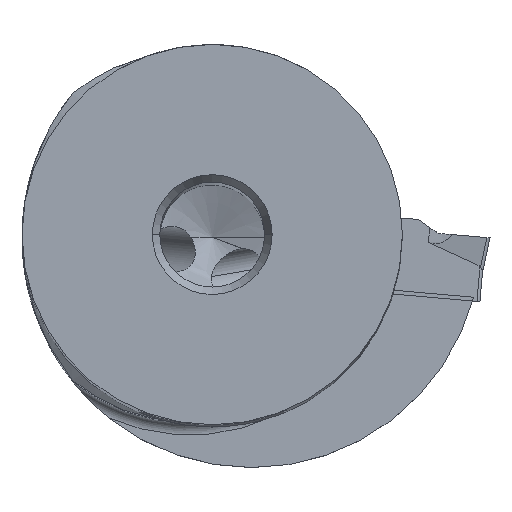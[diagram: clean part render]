
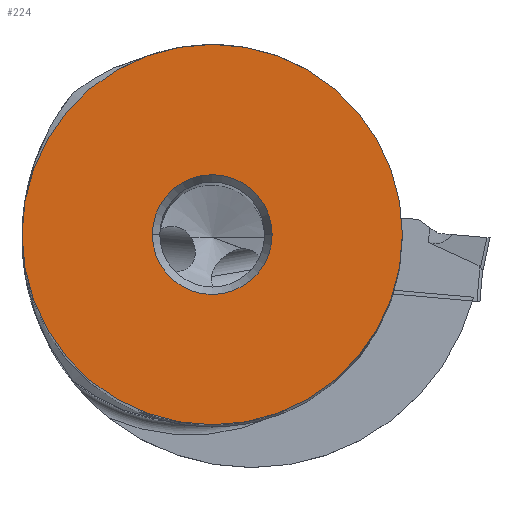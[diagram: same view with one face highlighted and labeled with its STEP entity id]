
A CAD part, top view. The second image highlights one B-rep face of the part: STEP entity #224.
In plain terms, the highlighted planar face has unit normal (0, 0, 1).
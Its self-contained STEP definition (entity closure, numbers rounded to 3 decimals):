
#53=FACE_BOUND('',#516,.T.);
#54=FACE_BOUND('',#517,.T.);
#224=ADVANCED_FACE('',(#53,#54),#314,.F.);
#314=PLANE('',#2825);
#516=EDGE_LOOP('',(#1006,#1007));
#517=EDGE_LOOP('',(#1008,#1009));
#1006=ORIENTED_EDGE('',*,*,#1817,.T.);
#1007=ORIENTED_EDGE('',*,*,#1812,.T.);
#1008=ORIENTED_EDGE('',*,*,#1818,.T.);
#1009=ORIENTED_EDGE('',*,*,#1819,.T.);
#1492=VERTEX_POINT('',#4992);
#1493=VERTEX_POINT('',#4994);
#1498=VERTEX_POINT('',#5007);
#1499=VERTEX_POINT('',#5008);
#1812=EDGE_CURVE('',#1492,#1493,#2150,.T.);
#1817=EDGE_CURVE('',#1493,#1492,#2151,.T.);
#1818=EDGE_CURVE('',#1498,#1499,#2152,.T.);
#1819=EDGE_CURVE('',#1499,#1498,#2153,.T.);
#2150=CIRCLE('',#2818,12.7);
#2151=CIRCLE('',#2822,12.7);
#2152=CIRCLE('',#2823,4.);
#2153=CIRCLE('',#2824,4.);
#2818=AXIS2_PLACEMENT_3D('',#4995,#3304,#3305);
#2822=AXIS2_PLACEMENT_3D('',#5005,#3314,#3315);
#2823=AXIS2_PLACEMENT_3D('',#5006,#3316,#3317);
#2824=AXIS2_PLACEMENT_3D('',#5009,#3318,#3319);
#2825=AXIS2_PLACEMENT_3D('',#5010,#3320,#3321);
#3304=DIRECTION('',(0.,0.,1.));
#3305=DIRECTION('',(-1.,0.,0.));
#3314=DIRECTION('',(0.,0.,1.));
#3315=DIRECTION('',(1.,0.,0.));
#3316=DIRECTION('',(0.,0.,-1.));
#3317=DIRECTION('',(1.,0.,0.));
#3318=DIRECTION('',(0.,0.,-1.));
#3319=DIRECTION('',(-1.,0.,0.));
#3320=DIRECTION('',(0.,0.,-1.));
#3321=DIRECTION('',(1.,0.,0.));
#4992=CARTESIAN_POINT('',(-12.7,0.,0.));
#4994=CARTESIAN_POINT('',(12.7,0.,0.));
#4995=CARTESIAN_POINT('',(0.,0.,0.));
#5005=CARTESIAN_POINT('',(0.,0.,0.));
#5006=CARTESIAN_POINT('',(0.,0.,0.));
#5007=CARTESIAN_POINT('',(4.,0.,0.));
#5008=CARTESIAN_POINT('',(-4.,0.,0.));
#5009=CARTESIAN_POINT('',(0.,0.,0.));
#5010=CARTESIAN_POINT('',(0.,0.,0.));
